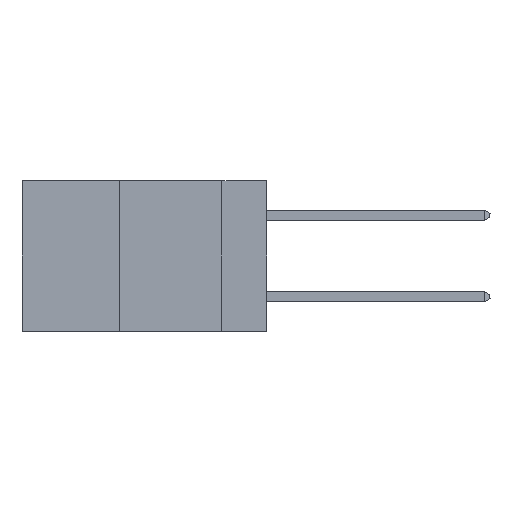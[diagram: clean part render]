
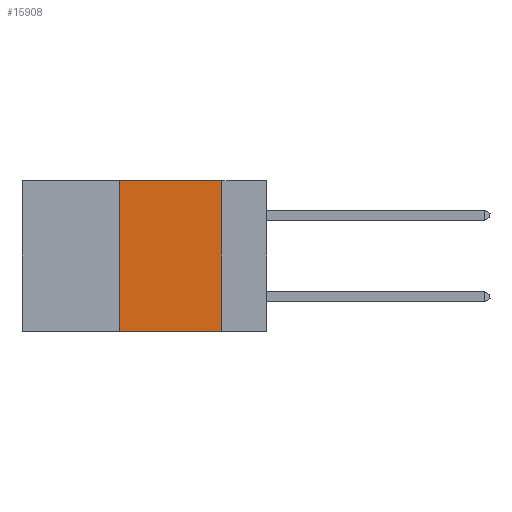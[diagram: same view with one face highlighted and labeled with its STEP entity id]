
A CAD part, left-side view. The second image highlights one B-rep face of the part: STEP entity #15908.
In plain terms, the highlighted planar face has unit normal (-1, 0, 0).
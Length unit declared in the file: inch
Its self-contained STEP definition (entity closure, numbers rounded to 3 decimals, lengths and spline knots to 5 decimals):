
#218 = VECTOR ( 'NONE', #7020, 39.37008 ) ;
#542 = EDGE_CURVE ( 'NONE', #14528, #2440, #10188, .T. ) ;
#567 = DIRECTION ( 'NONE',  ( 0., 0., -1. ) ) ;
#902 = LINE ( 'NONE', #1346, #6831 ) ;
#1084 = ORIENTED_EDGE ( 'NONE', *, *, #2898, .F. ) ;
#1346 = CARTESIAN_POINT ( 'NONE',  ( 0., 0.6, -0.37 ) ) ;
#1579 = CARTESIAN_POINT ( 'NONE',  ( 0., 0.36, 0. ) ) ;
#1844 = LINE ( 'NONE', #1579, #10201 ) ;
#2143 = FACE_OUTER_BOUND ( 'NONE', #8666, .T. ) ;
#2440 = VERTEX_POINT ( 'NONE', #12160 ) ;
#2898 = EDGE_CURVE ( 'NONE', #5151, #10290, #1844, .T. ) ;
#3209 = ORIENTED_EDGE ( 'NONE', *, *, #542, .F. ) ;
#3427 = VECTOR ( 'NONE', #8190, 39.37008 ) ;
#3762 = EDGE_CURVE ( 'NONE', #10290, #14528, #15963, .T. ) ;
#4260 = DIRECTION ( 'NONE',  ( 1., 0., 0. ) ) ;
#4412 = CARTESIAN_POINT ( 'NONE',  ( 0., 0.6, 0. ) ) ;
#5151 = VERTEX_POINT ( 'NONE', #12573 ) ;
#5947 = CARTESIAN_POINT ( 'NONE',  ( 0., 0.6, 0. ) ) ;
#6831 = VECTOR ( 'NONE', #14182, 39.37008 ) ;
#7020 = DIRECTION ( 'NONE',  ( 0., -1., 0. ) ) ;
#8190 = DIRECTION ( 'NONE',  ( 0., 0., -1. ) ) ;
#8666 = EDGE_LOOP ( 'NONE', ( #3209, #10902, #1084, #11686 ) ) ;
#9088 = EDGE_CURVE ( 'NONE', #5151, #2440, #902, .T. ) ;
#9978 = CARTESIAN_POINT ( 'NONE',  ( 0., 0.11, 0. ) ) ;
#10096 = CARTESIAN_POINT ( 'NONE',  ( 0., 0.11, 0. ) ) ;
#10188 = LINE ( 'NONE', #10096, #3427 ) ;
#10201 = VECTOR ( 'NONE', #15803, 39.37008 ) ;
#10290 = VERTEX_POINT ( 'NONE', #11854 ) ;
#10902 = ORIENTED_EDGE ( 'NONE', *, *, #3762, .F. ) ;
#11686 = ORIENTED_EDGE ( 'NONE', *, *, #9088, .T. ) ;
#11854 = CARTESIAN_POINT ( 'NONE',  ( 0., 0.36, 0. ) ) ;
#12160 = CARTESIAN_POINT ( 'NONE',  ( 0., 0.11, -0.37 ) ) ;
#12573 = CARTESIAN_POINT ( 'NONE',  ( 0., 0.36, -0.37 ) ) ;
#13399 = PLANE ( 'NONE',  #13422 ) ;
#13422 = AXIS2_PLACEMENT_3D ( 'NONE', #4412, #4260, #567 ) ;
#14182 = DIRECTION ( 'NONE',  ( 0., -1., 0. ) ) ;
#14528 = VERTEX_POINT ( 'NONE', #9978 ) ;
#15803 = DIRECTION ( 'NONE',  ( 0., 0., 1. ) ) ;
#15908 = ADVANCED_FACE ( 'NONE', ( #2143 ), #13399, .F. ) ;
#15963 = LINE ( 'NONE', #5947, #218 ) ;
